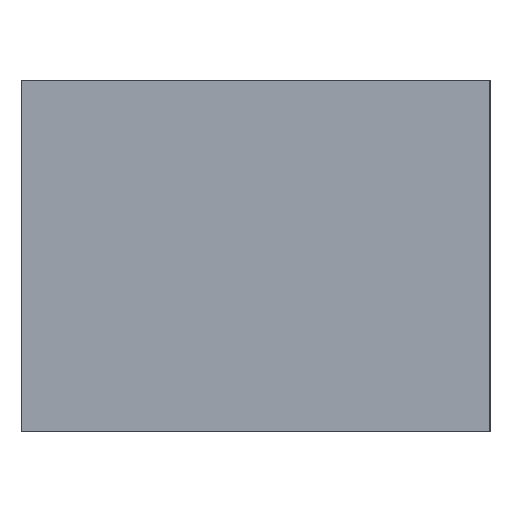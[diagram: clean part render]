
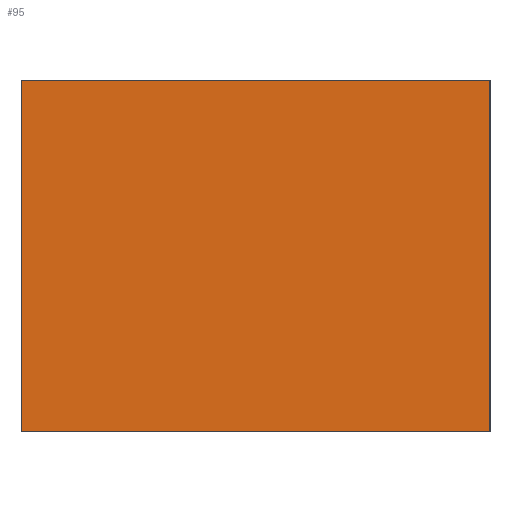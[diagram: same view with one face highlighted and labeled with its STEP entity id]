
A CAD part, left-side view. The second image highlights one B-rep face of the part: STEP entity #95.
In plain terms, the highlighted planar face has unit normal (-1, 0, 0).
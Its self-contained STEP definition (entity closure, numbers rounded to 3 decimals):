
#11=CARTESIAN_POINT('POINT3',(0.,0.,
   0.));
#12=VERTEX_POINT('VERTEX3',#11);
#19=CARTESIAN_POINT('POINT4',(0.,80.,
   0.));
#20=VERTEX_POINT('VERTEX4',#19);
#21=CARTESIAN_POINT('POS3',(0.,40.,
   0.));
#22=DIRECTION('DIR3',(0.,1.,0.));
#23=VECTOR('VEC3',#22,1.);
#24=LINE('STRAIGHT3',#21,#23);
#25=EDGE_CURVE('EDGE3',#12,#20,#24,.T.);
#41=CARTESIAN_POINT('POINT5',(0.,0.,
   60.));
#42=VERTEX_POINT('VERTEX5',#41);
#43=CARTESIAN_POINT('POS6',(0.,0.,
   30.));
#44=DIRECTION('DIR7',(0.,0.,-1.));
#45=VECTOR('VEC5',#44,1.);
#46=LINE('STRAIGHT5',#43,#45);
#47=EDGE_CURVE('EDGE5',#42,#12,#46,.T.);
#72=CARTESIAN_POINT('POINT7',(0.,80.,60.));
#73=VERTEX_POINT('VERTEX7',#72);
#74=CARTESIAN_POINT('POS10',(0.,80.,30.));
#75=DIRECTION('DIR12',(0.,0.,-1.));
#76=VECTOR('VEC8',#75,1.);
#77=LINE('STRAIGHT8',#74,#76);
#78=EDGE_CURVE('EDGE8',#73,#20,#77,.T.);
#79=ORIENTED_EDGE('COEDGE9',*,*,#78,.T.);
#80=ORIENTED_EDGE('COEDGE10',*,*,#25,.F.);
#81=ORIENTED_EDGE('COEDGE11',*,*,#47,.F.);
#82=CARTESIAN_POINT('POS11',(0.,40.,60.));
#83=DIRECTION('DIR13',(0.,-1.,0.));
#84=VECTOR('VEC9',#83,1.);
#85=LINE('STRAIGHT9',#82,#84);
#86=EDGE_CURVE('EDGE9',#73,#42,#85,.T.);
#87=ORIENTED_EDGE('COEDGE12',*,*,#86,.F.);
#88=EDGE_LOOP('NONE',(#79,#80,#81,#87));
#89=FACE_BOUND('LOOP1',#88,.T.);
#90=CARTESIAN_POINT('POS12',(0.,40.,30.));
#91=DIRECTION('DIR14',(1.,0.,0.));
#92=DIRECTION('DIR15',(0.,1.,0.));
#93=AXIS2_PLACEMENT_3D('AXIS3',#90,#91,#92);
#94=PLANE('PLANE3',#93);
#95=ADVANCED_FACE('FACE3',(#89),#94,.F.);
